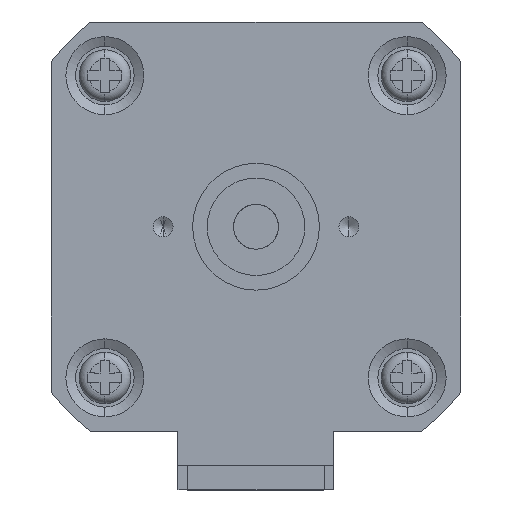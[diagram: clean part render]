
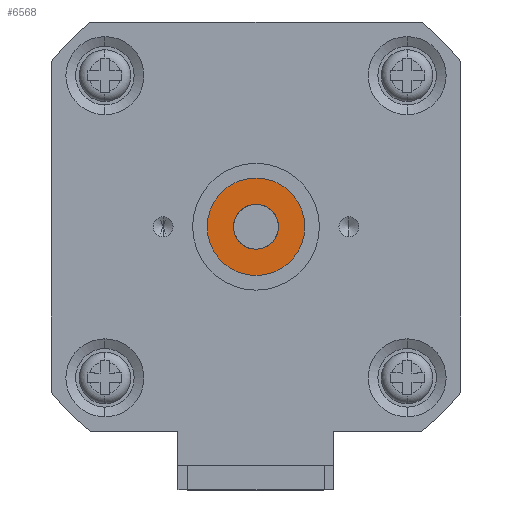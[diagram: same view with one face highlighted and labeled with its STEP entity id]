
A CAD part, front view. The second image highlights one B-rep face of the part: STEP entity #6568.
In plain terms, the highlighted planar face has unit normal (0, -1, 0).
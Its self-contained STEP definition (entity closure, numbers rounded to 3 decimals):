
#615 = ORIENTED_EDGE ( 'NONE', *, *, #6182, .F. ) ;
#750 = DIRECTION ( 'NONE',  ( 0., -1., 0. ) ) ;
#821 = EDGE_LOOP ( 'NONE', ( #7238, #615 ) ) ;
#1025 = CARTESIAN_POINT ( 'NONE',  ( 17.65, 2.3, 22.65 ) ) ;
#1135 = EDGE_CURVE ( 'NONE', #7476, #5214, #2245, .T. ) ;
#2214 = VERTEX_POINT ( 'NONE', #7779 ) ;
#2245 = CIRCLE ( 'NONE', #4321, 5. ) ;
#2569 = ORIENTED_EDGE ( 'NONE', *, *, #1135, .T. ) ;
#3016 = DIRECTION ( 'NONE',  ( 0., -1., 0. ) ) ;
#3202 = CARTESIAN_POINT ( 'NONE',  ( 17.65, 2.3, 17.65 ) ) ;
#3387 = VERTEX_POINT ( 'NONE', #6604 ) ;
#3433 = DIRECTION ( 'NONE',  ( 0., -1., 0. ) ) ;
#4096 = AXIS2_PLACEMENT_3D ( 'NONE', #8265, #3016, #6580 ) ;
#4101 = DIRECTION ( 'NONE',  ( 0., 0., -1. ) ) ;
#4321 = AXIS2_PLACEMENT_3D ( 'NONE', #8732, #3433, #9618 ) ;
#4672 = EDGE_LOOP ( 'NONE', ( #2569, #5601 ) ) ;
#4792 = PLANE ( 'NONE',  #4096 ) ;
#4909 = CARTESIAN_POINT ( 'NONE',  ( 17.65, 2.3, 17.65 ) ) ;
#5214 = VERTEX_POINT ( 'NONE', #5717 ) ;
#5601 = ORIENTED_EDGE ( 'NONE', *, *, #6674, .T. ) ;
#5717 = CARTESIAN_POINT ( 'NONE',  ( 17.65, 2.3, 12.65 ) ) ;
#5790 = DIRECTION ( 'NONE',  ( 0., 0., -1. ) ) ;
#6034 = CARTESIAN_POINT ( 'NONE',  ( 17.65, 2.3, 17.65 ) ) ;
#6182 = EDGE_CURVE ( 'NONE', #3387, #2214, #9130, .T. ) ;
#6568 = ADVANCED_FACE ( 'NONE', ( #7318, #9671 ), #4792, .T. ) ;
#6580 = DIRECTION ( 'NONE',  ( 0., 0., -1. ) ) ;
#6604 = CARTESIAN_POINT ( 'NONE',  ( 17.65, 2.3, 15.35 ) ) ;
#6674 = EDGE_CURVE ( 'NONE', #5214, #7476, #11192, .T. ) ;
#6942 = DIRECTION ( 'NONE',  ( 0., 0., -1. ) ) ;
#7238 = ORIENTED_EDGE ( 'NONE', *, *, #8990, .F. ) ;
#7318 = FACE_BOUND ( 'NONE', #821, .T. ) ;
#7476 = VERTEX_POINT ( 'NONE', #1025 ) ;
#7779 = CARTESIAN_POINT ( 'NONE',  ( 17.65, 2.3, 19.95 ) ) ;
#8265 = CARTESIAN_POINT ( 'NONE',  ( 17.65, 2.3, 17.65 ) ) ;
#8732 = CARTESIAN_POINT ( 'NONE',  ( 17.65, 2.3, 17.65 ) ) ;
#8832 = AXIS2_PLACEMENT_3D ( 'NONE', #3202, #9383, #4101 ) ;
#8990 = EDGE_CURVE ( 'NONE', #2214, #3387, #10677, .T. ) ;
#9009 = AXIS2_PLACEMENT_3D ( 'NONE', #4909, #11100, #5790 ) ;
#9130 = CIRCLE ( 'NONE', #9870, 2.3 ) ;
#9383 = DIRECTION ( 'NONE',  ( 0., -1., 0. ) ) ;
#9618 = DIRECTION ( 'NONE',  ( 0., 0., -1. ) ) ;
#9671 = FACE_OUTER_BOUND ( 'NONE', #4672, .T. ) ;
#9870 = AXIS2_PLACEMENT_3D ( 'NONE', #6034, #750, #6942 ) ;
#10677 = CIRCLE ( 'NONE', #9009, 2.3 ) ;
#11100 = DIRECTION ( 'NONE',  ( 0., -1., 0. ) ) ;
#11192 = CIRCLE ( 'NONE', #8832, 5. ) ;
